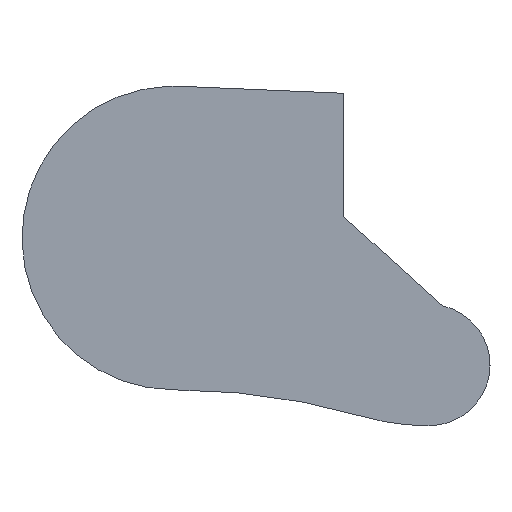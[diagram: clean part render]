
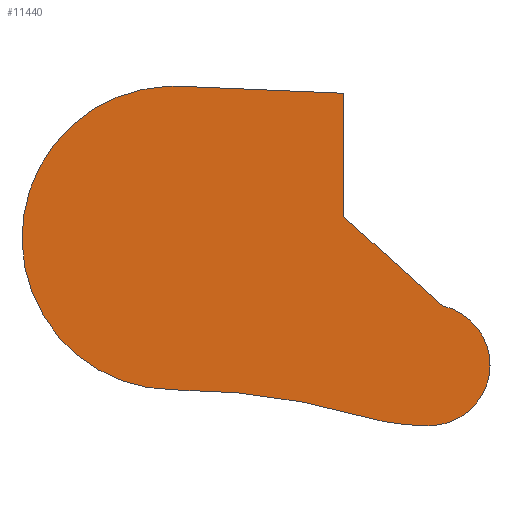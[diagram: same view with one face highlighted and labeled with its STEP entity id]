
A CAD part, left-side view. The second image highlights one B-rep face of the part: STEP entity #11440.
In plain terms, the highlighted planar face has unit normal (-1, 0, 0).
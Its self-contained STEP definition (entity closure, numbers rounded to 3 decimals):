
#538 = DIRECTION ( 'NONE',  ( 0., 0., -1. ) ) ;
#1039 = CARTESIAN_POINT ( 'NONE',  ( -180., 91.724, 39.413 ) ) ;
#1832 = ORIENTED_EDGE ( 'NONE', *, *, #15542, .T. ) ;
#2254 = EDGE_CURVE ( 'NONE', #22419, #30277, #15660, .T. ) ;
#2395 = LINE ( 'NONE', #22228, #13582 ) ;
#2456 = AXIS2_PLACEMENT_3D ( 'NONE', #6233, #26378, #8399 ) ;
#2735 = VECTOR ( 'NONE', #20603, 1000. ) ;
#3071 = AXIS2_PLACEMENT_3D ( 'NONE', #8201, #25864, #23703 ) ;
#3571 = EDGE_CURVE ( 'NONE', #14486, #15743, #20459, .T. ) ;
#4561 = VECTOR ( 'NONE', #20309, 1000. ) ;
#4879 = EDGE_CURVE ( 'NONE', #8533, #18385, #24959, .T. ) ;
#5030 = PLANE ( 'NONE',  #16378 ) ;
#5690 = DIRECTION ( 'NONE',  ( 1., 0., 0. ) ) ;
#6233 = CARTESIAN_POINT ( 'NONE',  ( -180., -51.116, -25.154 ) ) ;
#6246 = EDGE_CURVE ( 'NONE', #10362, #8533, #2395, .T. ) ;
#6871 = DIRECTION ( 'NONE',  ( 0., 0., -1. ) ) ;
#7397 = ORIENTED_EDGE ( 'NONE', *, *, #27563, .F. ) ;
#8089 = LINE ( 'NONE', #28381, #4561 ) ;
#8201 = CARTESIAN_POINT ( 'NONE',  ( -180., 95.595, -48.532 ) ) ;
#8399 = DIRECTION ( 'NONE',  ( 0., 0., -1. ) ) ;
#8533 = VERTEX_POINT ( 'NONE', #10359 ) ;
#8788 = CIRCLE ( 'NONE', #27220, 132.225 ) ;
#10359 = CARTESIAN_POINT ( 'NONE',  ( -180., -3., -36.153 ) ) ;
#10362 = VERTEX_POINT ( 'NONE', #28496 ) ;
#10432 = AXIS2_PLACEMENT_3D ( 'NONE', #12917, #12752, #538 ) ;
#10648 = DIRECTION ( 'NONE',  ( 0., 0., -1. ) ) ;
#11440 = ADVANCED_FACE ( 'NONE', ( #25343 ), #5030, .F. ) ;
#12752 = DIRECTION ( 'NONE',  ( 1., 0., 0. ) ) ;
#12824 = LINE ( 'NONE', #25713, #2735 ) ;
#12917 = CARTESIAN_POINT ( 'NONE',  ( -180., 95.595, -531.593 ) ) ;
#13582 = VECTOR ( 'NONE', #6871, 1000. ) ;
#13610 = DIRECTION ( 'NONE',  ( 1., 0., 0. ) ) ;
#14083 = ORIENTED_EDGE ( 'NONE', *, *, #31718, .F. ) ;
#14486 = VERTEX_POINT ( 'NONE', #21167 ) ;
#15255 = CARTESIAN_POINT ( 'NONE',  ( -180., -53.172, -157.362 ) ) ;
#15391 = DIRECTION ( 'NONE',  ( 0., -0.742, -0.671 ) ) ;
#15542 = EDGE_CURVE ( 'NONE', #17535, #26461, #8089, .T. ) ;
#15660 = CIRCLE ( 'NONE', #2456, 132.225 ) ;
#15729 = ORIENTED_EDGE ( 'NONE', *, *, #6246, .F. ) ;
#15743 = VERTEX_POINT ( 'NONE', #20903 ) ;
#16320 = ORIENTED_EDGE ( 'NONE', *, *, #4879, .F. ) ;
#16378 = AXIS2_PLACEMENT_3D ( 'NONE', #20568, #5690, #10648 ) ;
#17535 = VERTEX_POINT ( 'NONE', #1039 ) ;
#18146 = EDGE_CURVE ( 'NONE', #30277, #15743, #8788, .T. ) ;
#18385 = VERTEX_POINT ( 'NONE', #29065 ) ;
#18887 = CIRCLE ( 'NONE', #3071, 88.024 ) ;
#20180 = DIRECTION ( 'NONE',  ( 0., 0., -1. ) ) ;
#20309 = DIRECTION ( 'NONE',  ( 0., 1., -0.002 ) ) ;
#20459 = CIRCLE ( 'NONE', #10432, 395.038 ) ;
#20568 = CARTESIAN_POINT ( 'NONE',  ( -180., 95.595, -48.532 ) ) ;
#20603 = DIRECTION ( 'NONE',  ( 0., 0.999, 0.043 ) ) ;
#20709 = ORIENTED_EDGE ( 'NONE', *, *, #2254, .F. ) ;
#20738 = EDGE_CURVE ( 'NONE', #10362, #17535, #12824, .T. ) ;
#20903 = CARTESIAN_POINT ( 'NONE',  ( -180., -14.325, -152.156 ) ) ;
#21167 = CARTESIAN_POINT ( 'NONE',  ( -180., 95.595, -136.556 ) ) ;
#21908 = AXIS2_PLACEMENT_3D ( 'NONE', #31124, #13610, #28792 ) ;
#22228 = CARTESIAN_POINT ( 'NONE',  ( -180., -3., 0. ) ) ;
#22324 = CARTESIAN_POINT ( 'NONE',  ( -180., 16.636, -18.396 ) ) ;
#22419 = VERTEX_POINT ( 'NONE', #15255 ) ;
#22637 = CARTESIAN_POINT ( 'NONE',  ( -180., -51.116, -157.378 ) ) ;
#23149 = CARTESIAN_POINT ( 'NONE',  ( -180., -51.116, -25.154 ) ) ;
#23180 = ORIENTED_EDGE ( 'NONE', *, *, #18146, .F. ) ;
#23593 = VECTOR ( 'NONE', #15391, 1000. ) ;
#23703 = DIRECTION ( 'NONE',  ( 0., 0., -1. ) ) ;
#24959 = LINE ( 'NONE', #22324, #23593 ) ;
#25114 = ORIENTED_EDGE ( 'NONE', *, *, #3571, .T. ) ;
#25343 = FACE_OUTER_BOUND ( 'NONE', #26660, .T. ) ;
#25713 = CARTESIAN_POINT ( 'NONE',  ( -180., -1.511, 35.438 ) ) ;
#25864 = DIRECTION ( 'NONE',  ( 1., 0., 0. ) ) ;
#26378 = DIRECTION ( 'NONE',  ( 1., 0., 0. ) ) ;
#26461 = VERTEX_POINT ( 'NONE', #30500 ) ;
#26660 = EDGE_LOOP ( 'NONE', ( #1832, #14083, #25114, #23180, #20709, #7397, #16320, #15729, #28664 ) ) ;
#27220 = AXIS2_PLACEMENT_3D ( 'NONE', #23149, #30586, #20180 ) ;
#27563 = EDGE_CURVE ( 'NONE', #18385, #22419, #27700, .T. ) ;
#27700 = CIRCLE ( 'NONE', #21908, 35.152 ) ;
#28381 = CARTESIAN_POINT ( 'NONE',  ( -180., 0.077, 39.592 ) ) ;
#28496 = CARTESIAN_POINT ( 'NONE',  ( -180., -3., 35.375 ) ) ;
#28664 = ORIENTED_EDGE ( 'NONE', *, *, #20738, .T. ) ;
#28792 = DIRECTION ( 'NONE',  ( 0., 0., -1. ) ) ;
#29065 = CARTESIAN_POINT ( 'NONE',  ( -180., -60.212, -87.89 ) ) ;
#30277 = VERTEX_POINT ( 'NONE', #22637 ) ;
#30500 = CARTESIAN_POINT ( 'NONE',  ( -180., 99.688, 39.397 ) ) ;
#30586 = DIRECTION ( 'NONE',  ( 1., 0., 0. ) ) ;
#31124 = CARTESIAN_POINT ( 'NONE',  ( -180., -52.626, -122.214 ) ) ;
#31718 = EDGE_CURVE ( 'NONE', #14486, #26461, #18887, .T. ) ;
